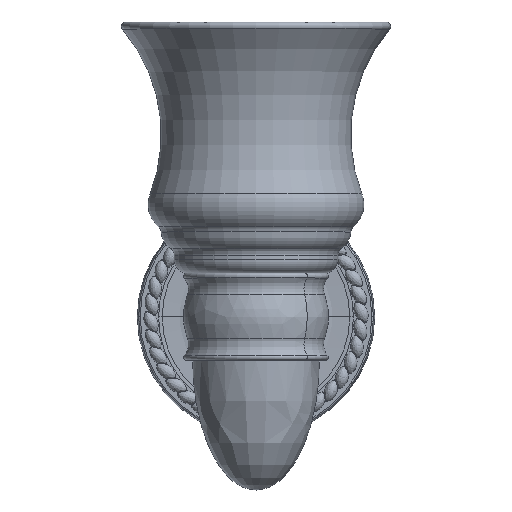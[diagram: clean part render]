
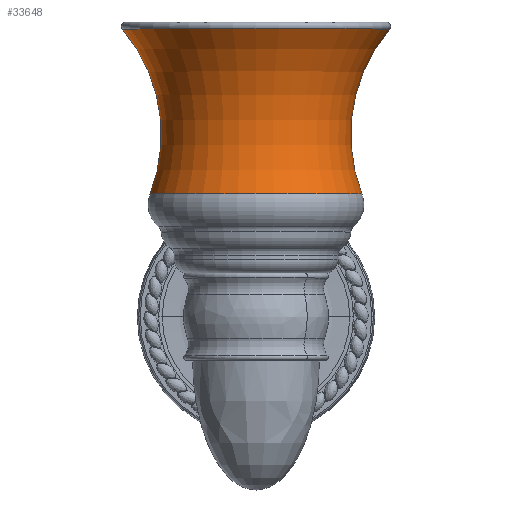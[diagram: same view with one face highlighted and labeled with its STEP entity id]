
A CAD part, top view. The second image highlights one B-rep face of the part: STEP entity #33648.
In plain terms, the highlighted toroidal (fillet/blend) face has major radius 124.12 mm and minor radius 78.486 mm.
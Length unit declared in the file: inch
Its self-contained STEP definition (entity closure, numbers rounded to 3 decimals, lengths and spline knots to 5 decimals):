
#33004=CARTESIAN_POINT('',(0.,2.32693,3.28966));
#33005=DIRECTION('',(0.,-1.,0.));
#33006=DIRECTION('',(1.,0.,0.));
#33007=AXIS2_PLACEMENT_3D('',#33004,#33005,#33006);
#33009=CARTESIAN_POINT('',(0.,5.45155,3.28966));
#33010=DIRECTION('',(0.,1.,0.));
#33011=DIRECTION('',(-1.,0.,0.));
#33012=AXIS2_PLACEMENT_3D('',#33009,#33010,#33011);
#33014=CARTESIAN_POINT('',(4.88661,3.44882,3.28966));
#33015=DIRECTION('',(0.,0.,-1.));
#33016=DIRECTION('',(-0.932,-0.363,0.));
#33017=AXIS2_PLACEMENT_3D('',#33014,#33015,#33016);
#33024=CARTESIAN_POINT('',(-4.88661,3.44882,
3.28966));
#33025=DIRECTION('',(0.,0.,1.));
#33026=DIRECTION('',(0.932,-0.363,0.));
#33027=AXIS2_PLACEMENT_3D('',#33024,#33025,#33026);
#33276=CARTESIAN_POINT('',(2.00747,2.32693,3.28966));
#33277=CARTESIAN_POINT('',(-2.00747,2.32693,
3.28966));
#33278=VERTEX_POINT('',#33276);
#33279=VERTEX_POINT('',#33277);
#33308=CARTESIAN_POINT('',(2.53349,5.45155,3.28966));
#33309=VERTEX_POINT('',#33308);
#33310=CARTESIAN_POINT('',(-2.53349,5.45155,
3.28966));
#33311=VERTEX_POINT('',#33310);
#33634=CARTESIAN_POINT('',(0.,3.44882,3.28966));
#33635=DIRECTION('',(0.,-1.,0.));
#33636=DIRECTION('',(-1.,0.,0.));
#33637=AXIS2_PLACEMENT_3D('',#33634,#33635,#33636);
#33638=TOROIDAL_SURFACE('',#33637,4.88661,3.09);
#33640=ORIENTED_EDGE('',*,*,#33639,.F.);
#33641=ORIENTED_EDGE('',*,*,#33616,.T.);
#33643=ORIENTED_EDGE('',*,*,#33642,.T.);
#33645=ORIENTED_EDGE('',*,*,#33644,.T.);
#33646=EDGE_LOOP('',(#33640,#33641,#33643,#33645));
#33647=FACE_OUTER_BOUND('',#33646,.F.);
#33648=ADVANCED_FACE('',(#33647),#33638,.F.);
#33008=CIRCLE('',#33007,2.00747);
#33013=CIRCLE('',#33012,2.53349);
#33018=CIRCLE('',#33017,3.09);
#33028=CIRCLE('',#33027,3.09);
#33616=EDGE_CURVE('',#33278,#33279,#33008,.T.);
#33639=EDGE_CURVE('',#33278,#33309,#33018,.T.);
#33642=EDGE_CURVE('',#33279,#33311,#33028,.T.);
#33644=EDGE_CURVE('',#33311,#33309,#33013,.T.);
